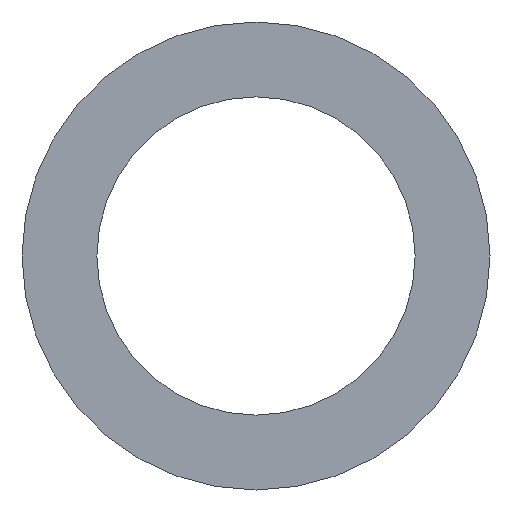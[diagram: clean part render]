
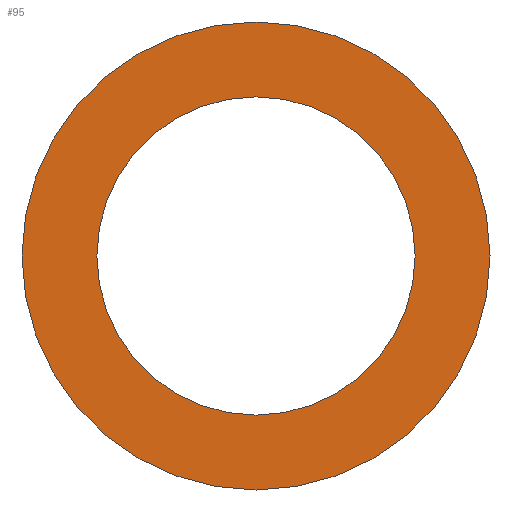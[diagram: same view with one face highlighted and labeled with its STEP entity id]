
A CAD part, left-side view. The second image highlights one B-rep face of the part: STEP entity #95.
In plain terms, the highlighted planar face has unit normal (-1, 0, 0).
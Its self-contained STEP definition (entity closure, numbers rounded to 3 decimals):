
#5 = ORIENTED_EDGE ( 'NONE', *, *, #56, .F. ) ;
#14 = DIRECTION ( 'NONE',  ( 1., 0., 0. ) ) ;
#19 = AXIS2_PLACEMENT_3D ( 'NONE', #30, #52, #126 ) ;
#24 = VERTEX_POINT ( 'NONE', #44 ) ;
#25 = CARTESIAN_POINT ( 'NONE',  ( -24.5, 0., 0. ) ) ;
#30 = CARTESIAN_POINT ( 'NONE',  ( -24.5, 0., 0. ) ) ;
#32 = DIRECTION ( 'NONE',  ( 0., 0., 1. ) ) ;
#35 = FACE_OUTER_BOUND ( 'NONE', #60, .T. ) ;
#44 = CARTESIAN_POINT ( 'NONE',  ( -24.5, 0., -12.5 ) ) ;
#47 = EDGE_CURVE ( 'NONE', #24, #140, #180, .T. ) ;
#52 = DIRECTION ( 'NONE',  ( 1., 0., 0. ) ) ;
#53 = CARTESIAN_POINT ( 'NONE',  ( -24.5, 12.5, 0. ) ) ;
#56 = EDGE_CURVE ( 'NONE', #140, #24, #174, .T. ) ;
#57 = CIRCLE ( 'NONE', #218, 8.5 ) ;
#60 = EDGE_LOOP ( 'NONE', ( #81, #5 ) ) ;
#61 = DIRECTION ( 'NONE',  ( 1., 0., 0. ) ) ;
#70 = CARTESIAN_POINT ( 'NONE',  ( -24.5, 0., -8.5 ) ) ;
#71 = CARTESIAN_POINT ( 'NONE',  ( -24.5, 0., 8.5 ) ) ;
#81 = ORIENTED_EDGE ( 'NONE', *, *, #47, .F. ) ;
#89 = DIRECTION ( 'NONE',  ( 0., 0., -1. ) ) ;
#91 = PLANE ( 'NONE',  #207 ) ;
#95 = ADVANCED_FACE ( 'NONE', ( #127, #35 ), #91, .T. ) ;
#99 = ORIENTED_EDGE ( 'NONE', *, *, #234, .T. ) ;
#100 = AXIS2_PLACEMENT_3D ( 'NONE', #25, #61, #238 ) ;
#109 = DIRECTION ( 'NONE',  ( -1., 0., 0. ) ) ;
#113 = EDGE_CURVE ( 'NONE', #119, #181, #57, .T. ) ;
#119 = VERTEX_POINT ( 'NONE', #71 ) ;
#121 = ORIENTED_EDGE ( 'NONE', *, *, #113, .T. ) ;
#123 = DIRECTION ( 'NONE',  ( 1., 0., 0. ) ) ;
#126 = DIRECTION ( 'NONE',  ( 0., 0., -1. ) ) ;
#127 = FACE_BOUND ( 'NONE', #199, .T. ) ;
#129 = CIRCLE ( 'NONE', #19, 8.5 ) ;
#140 = VERTEX_POINT ( 'NONE', #247 ) ;
#142 = DIRECTION ( 'NONE',  ( 0., 0., -1. ) ) ;
#148 = CARTESIAN_POINT ( 'NONE',  ( -24.5, 0., 0. ) ) ;
#174 = CIRCLE ( 'NONE', #214, 12.5 ) ;
#180 = CIRCLE ( 'NONE', #100, 12.5 ) ;
#181 = VERTEX_POINT ( 'NONE', #70 ) ;
#183 = CARTESIAN_POINT ( 'NONE',  ( -24.5, 0., 0. ) ) ;
#199 = EDGE_LOOP ( 'NONE', ( #99, #121 ) ) ;
#207 = AXIS2_PLACEMENT_3D ( 'NONE', #53, #109, #32 ) ;
#214 = AXIS2_PLACEMENT_3D ( 'NONE', #183, #123, #142 ) ;
#218 = AXIS2_PLACEMENT_3D ( 'NONE', #148, #14, #89 ) ;
#234 = EDGE_CURVE ( 'NONE', #181, #119, #129, .T. ) ;
#238 = DIRECTION ( 'NONE',  ( 0., 0., -1. ) ) ;
#247 = CARTESIAN_POINT ( 'NONE',  ( -24.5, 0., 12.5 ) ) ;
